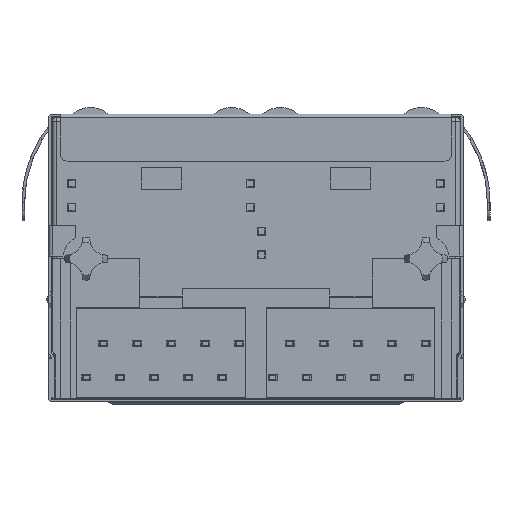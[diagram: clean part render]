
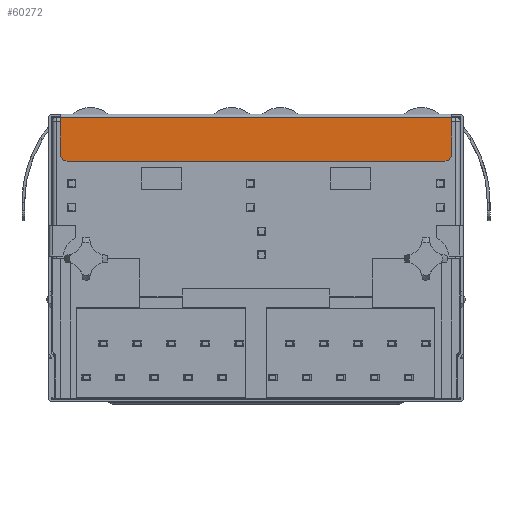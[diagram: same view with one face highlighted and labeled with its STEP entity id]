
A CAD part, front view. The second image highlights one B-rep face of the part: STEP entity #60272.
In plain terms, the highlighted planar face has unit normal (0, -1, 0).
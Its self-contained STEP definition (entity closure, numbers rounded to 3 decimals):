
#1285=CIRCLE('',#63083,0.5);
#1287=CIRCLE('',#63087,0.5);
#11037=ORIENTED_EDGE('',*,*,#19773,.T.);
#11038=ORIENTED_EDGE('',*,*,#19774,.T.);
#11039=ORIENTED_EDGE('',*,*,#19775,.T.);
#11040=ORIENTED_EDGE('',*,*,#19766,.F.);
#11041=ORIENTED_EDGE('',*,*,#19760,.T.);
#11042=ORIENTED_EDGE('',*,*,#19772,.F.);
#19760=EDGE_CURVE('',#24565,#24566,#29785,.T.);
#19766=EDGE_CURVE('',#24565,#24570,#1285,.T.);
#19772=EDGE_CURVE('',#24574,#24566,#1287,.T.);
#19773=EDGE_CURVE('',#24574,#24575,#29794,.T.);
#19774=EDGE_CURVE('',#24575,#24576,#29795,.T.);
#19775=EDGE_CURVE('',#24576,#24570,#29796,.T.);
#24565=VERTEX_POINT('',#87338);
#24566=VERTEX_POINT('',#87339);
#24570=VERTEX_POINT('',#87348);
#24574=VERTEX_POINT('',#87361);
#24575=VERTEX_POINT('',#87365);
#24576=VERTEX_POINT('',#87367);
#29785=LINE('',#87337,#35275);
#29794=LINE('',#87364,#35284);
#29795=LINE('',#87366,#35285);
#29796=LINE('',#87368,#35286);
#35275=VECTOR('',#72863,1000.);
#35284=VECTOR('',#72888,1000.);
#35285=VECTOR('',#72889,1000.);
#35286=VECTOR('',#72890,1000.);
#38177=EDGE_LOOP('',(#11037,#11038,#11039,#11040,#11041,#11042));
#40576=FACE_BOUND('',#38177,.T.);
#42520=PLANE('',#63088);
#60272=ADVANCED_FACE('',(#40576),#42520,.F.);
#63083=AXIS2_PLACEMENT_3D('',#87350,#72872,#72873);
#63087=AXIS2_PLACEMENT_3D('',#87362,#72884,#72885);
#63088=AXIS2_PLACEMENT_3D('',#87363,#72886,#72887);
#72863=DIRECTION('',(1.,0.,0.));
#72872=DIRECTION('',(0.,1.,0.));
#72873=DIRECTION('',(0.,0.,-1.));
#72884=DIRECTION('',(0.,1.,0.));
#72885=DIRECTION('',(1.,0.,0.));
#72886=DIRECTION('',(0.,1.,0.));
#72887=DIRECTION('',(-1.,0.,0.));
#72888=DIRECTION('',(0.,0.,1.));
#72889=DIRECTION('',(-1.,0.,0.));
#72890=DIRECTION('',(0.,0.,-1.));
#87337=CARTESIAN_POINT('',(-14.125,-13.,-3.5));
#87338=CARTESIAN_POINT('',(-14.125,-13.,-3.5));
#87339=CARTESIAN_POINT('',(14.125,-13.,-3.5));
#87348=CARTESIAN_POINT('',(-14.625,-13.,-3.));
#87350=CARTESIAN_POINT('',(-14.125,-13.,-3.));
#87361=CARTESIAN_POINT('',(14.625,-13.,-3.));
#87362=CARTESIAN_POINT('',(14.125,-13.,-3.));
#87363=CARTESIAN_POINT('',(0.,-13.,-1.875));
#87364=CARTESIAN_POINT('',(14.625,-13.,-3.));
#87365=CARTESIAN_POINT('',(14.625,-13.,-0.25));
#87366=CARTESIAN_POINT('',(14.625,-13.,-0.25));
#87367=CARTESIAN_POINT('',(-14.625,-13.,-0.25));
#87368=CARTESIAN_POINT('',(-14.625,-13.,-0.25));
